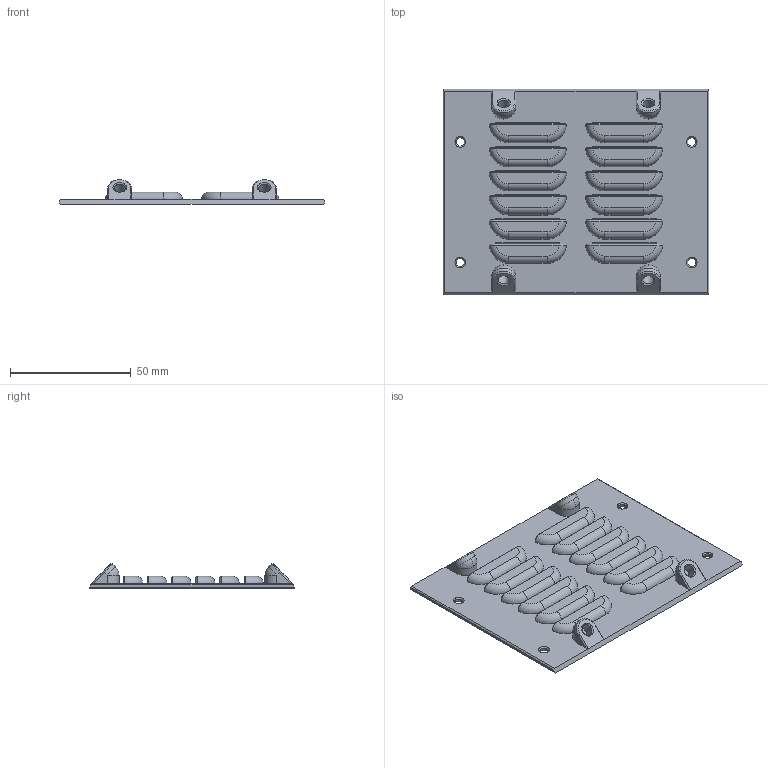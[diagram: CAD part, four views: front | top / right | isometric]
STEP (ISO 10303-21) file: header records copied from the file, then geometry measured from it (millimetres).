
FILE_DESCRIPTION(/* description */ (''),/* implementation_level */ '2;1');
FILE_NAME(/* name */ 'Lower Electronics Main Cover v12.step',/* time_stamp */ '2025-09-15T10:47:17-04:00',/* author */ (''),/* organization */ (''),/* preprocessor_version */ 'ST-DEVELOPER v20.1',/* originating_system */ 'Autodesk Translation Framework v14.17.0.0',/* authorisation */ '');
FILE_SCHEMA (('AUTOMOTIVE_DESIGN { 1 0 10303 214 3 1 1 }'));
Length unit declared in the file: millimetre
Products named in the file (1): Lower Electronics Main Cover
Bounding box: 110 x 85.16 x 10.13 mm (x, y, z)
Volume: 22374.2 mm3; surface area: 22754.8 mm2
Topology: 1 solids, 1 shells, 338 faces, 912 edges, 580 vertices
Faces by surface type: plane 130, bspline 120, cylinder 40, torus 24, cone 16, sphere 8
Full cylindrical faces by diameter (mm): 3.4 x4, 4.6 x4
Entity records: 12749 total; most frequent: CARTESIAN_POINT 4927, ORIENTED_EDGE 1824, DIRECTION 1314, EDGE_CURVE 912, VERTEX_POINT 580, AXIS2_PLACEMENT_3D 471, EDGE_LOOP 374, LINE 372
